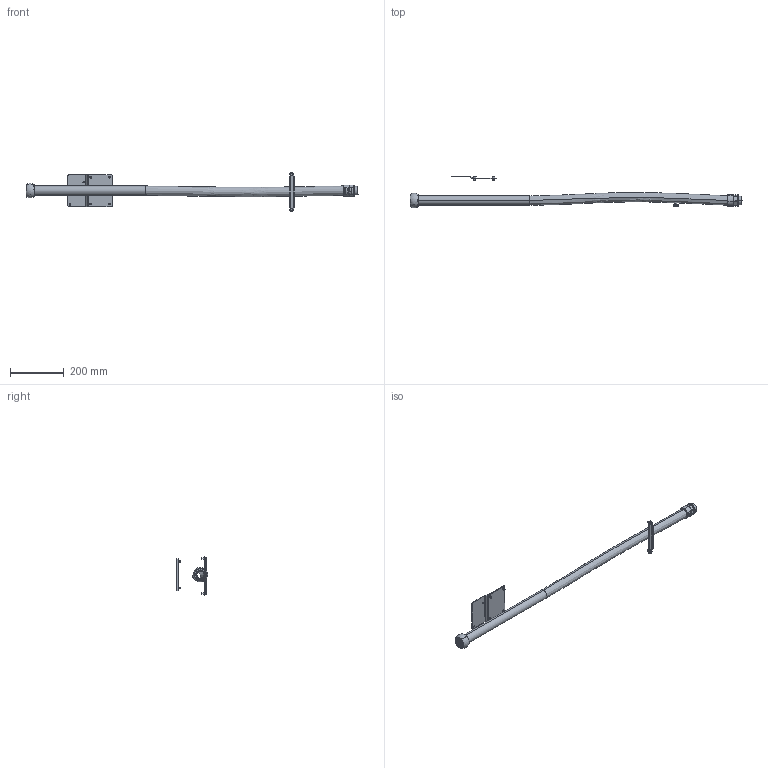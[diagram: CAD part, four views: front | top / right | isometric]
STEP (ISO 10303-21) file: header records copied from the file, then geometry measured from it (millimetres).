
FILE_DESCRIPTION (( 'STEP AP203' ), '1' );
FILE_NAME ('P2209-2.STEP', '2020-01-20T10:11:20', ( '' ), ( '' ), 'SwSTEP 2.0', 'SolidWorks 2017', '' );
FILE_SCHEMA (( 'CONFIG_CONTROL_DESIGN' ));
Length unit declared in the file: millimetre
Products named in the file (1): P2209-2
Bounding box: 1237.42 x 117.08 x 145 mm (x, y, z)
Volume: 578771 mm3; surface area: 317513.9 mm2
Topology: 11 solids, 11 shells, 395 faces, 975 edges, 607 vertices
Faces by surface type: plane 199, cylinder 110, cone 54, torus 26, bspline 4, sphere 2
Entity records: 24623 total; most frequent: CARTESIAN_POINT 15024, DIRECTION 2072, ORIENTED_EDGE 1932, EDGE_CURVE 966, AXIS2_PLACEMENT_3D 776, VERTEX_POINT 602, VECTOR 520, LINE 520
